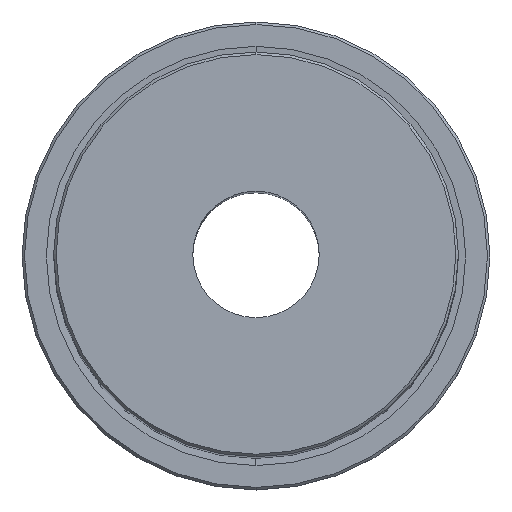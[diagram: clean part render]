
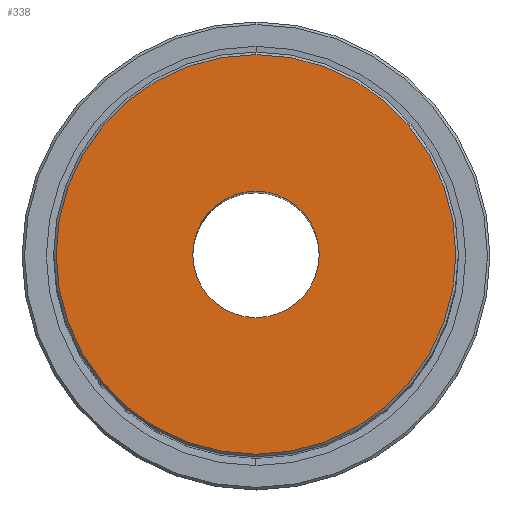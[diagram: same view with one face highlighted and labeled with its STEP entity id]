
A CAD part, top view. The second image highlights one B-rep face of the part: STEP entity #338.
In plain terms, the highlighted planar face has unit normal (0, 0, 1).
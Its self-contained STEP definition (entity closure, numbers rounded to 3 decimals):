
#194=VERTEX_POINT('NONE',#435);
#234=EDGE_CURVE('NONE',#278,#320,#479,.T.);
#258=EDGE_CURVE('NONE',#310,#194,#506,.T.);
#278=VERTEX_POINT('NONE',#531);
#282=EDGE_CURVE('NONE',#320,#278,#535,.T.);
#292=EDGE_CURVE('NONE',#194,#310,#546,.T.);
#310=VERTEX_POINT('NONE',#567);
#320=VERTEX_POINT('NONE',#578);
#338=ADVANCED_FACE('NONE',(#598,#599),#600,.T.);
#435=CARTESIAN_POINT('',(0.0,-15.8,74.0));
#479=CIRCLE('',#765,5.);
#506=CIRCLE('',#798,15.8);
#531=CARTESIAN_POINT('',(0.0,-5.,74.0));
#535=CIRCLE('',#833,5.);
#546=CIRCLE('',#846,15.8);
#567=CARTESIAN_POINT('',(0.,15.8,74.0));
#578=CARTESIAN_POINT('',(0.,5.,74.0));
#598=FACE_OUTER_BOUND('',#914,.T.);
#599=FACE_BOUND('',#915,.T.);
#600=PLANE('',#916);
#765=AXIS2_PLACEMENT_3D('',#1076,#1077,#1078);
#798=AXIS2_PLACEMENT_3D('',#1118,#1119,#1120);
#833=AXIS2_PLACEMENT_3D('',#1160,#1161,#1162);
#846=AXIS2_PLACEMENT_3D('',#1174,#1175,#1176);
#914=EDGE_LOOP('',(#1244,#1245));
#915=EDGE_LOOP('',(#1246,#1247));
#916=AXIS2_PLACEMENT_3D('',#1248,#1249,#1250);
#1076=CARTESIAN_POINT('',(0.0,0.0,74.0));
#1077=DIRECTION('',(0.0,0.0,-1.0));
#1078=DIRECTION('',(0.0,-1.0,0.0));
#1118=CARTESIAN_POINT('',(0.0,0.0,74.0));
#1119=DIRECTION('',(0.0,-0.0,1.0));
#1120=DIRECTION('',(0.0,1.0,0.0));
#1160=CARTESIAN_POINT('',(0.0,0.0,74.0));
#1161=DIRECTION('',(0.0,0.0,-1.0));
#1162=DIRECTION('',(0.0,-1.0,0.0));
#1174=CARTESIAN_POINT('',(0.0,0.0,74.0));
#1175=DIRECTION('',(0.0,-0.0,1.0));
#1176=DIRECTION('',(0.0,1.0,0.0));
#1244=ORIENTED_EDGE('',*,*,#292,.T.);
#1245=ORIENTED_EDGE('',*,*,#258,.T.);
#1246=ORIENTED_EDGE('',*,*,#234,.T.);
#1247=ORIENTED_EDGE('',*,*,#282,.T.);
#1248=CARTESIAN_POINT('',(-5.,0.0,74.0));
#1249=DIRECTION('',(0.0,-0.0,1.0));
#1250=DIRECTION('',(0.0,1.0,0.0));
